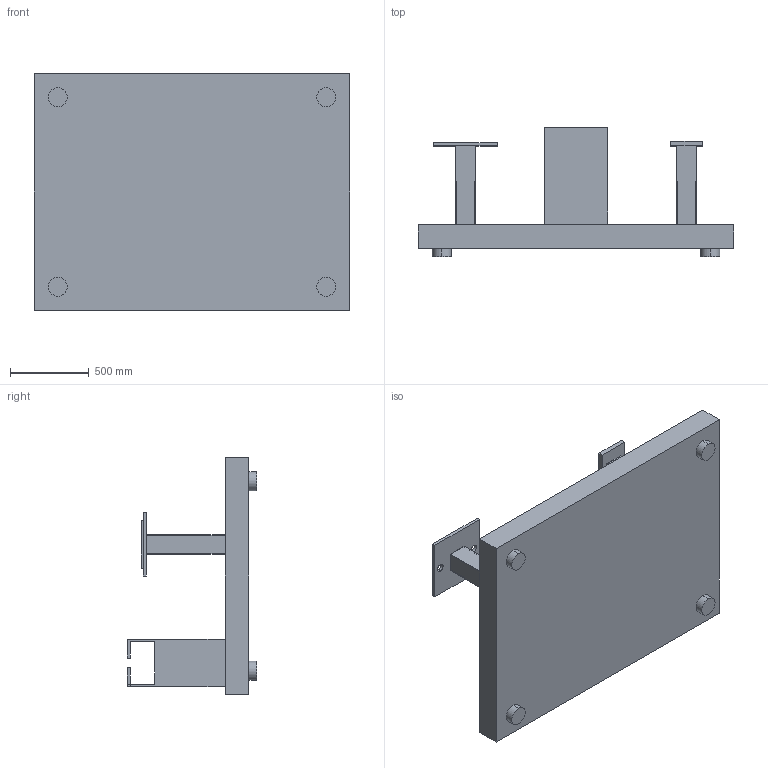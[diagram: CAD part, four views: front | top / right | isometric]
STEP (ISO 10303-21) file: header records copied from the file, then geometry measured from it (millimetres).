
FILE_DESCRIPTION (( 'STEP AP214' ), '1' );
FILE_NAME ('PDE4431_CW2_Practise.STEP', '2024-12-11T18:45:23', ( '' ), ( '' ), 'SwSTEP 2.0', 'SolidWorks 2018', '' );
FILE_SCHEMA (( 'AUTOMOTIVE_DESIGN' ));
Length unit declared in the file: millimetre
Products named in the file (1): PDE4431_CW2_Practise
Bounding box: 2000 x 820 x 1500 mm (x, y, z)
Volume: 474237978.5 mm3; surface area: 10473571.7 mm2
Topology: 3 solids, 3 shells, 85 faces, 216 edges, 144 vertices
Faces by surface type: plane 67, cylinder 18
Entity records: 3341 total; most frequent: CARTESIAN_POINT 446, DIRECTION 432, ORIENTED_EDGE 432, EDGE_CURVE 216, LINE 172, VECTOR 172, VERTEX_POINT 144, AXIS2_PLACEMENT_3D 130
